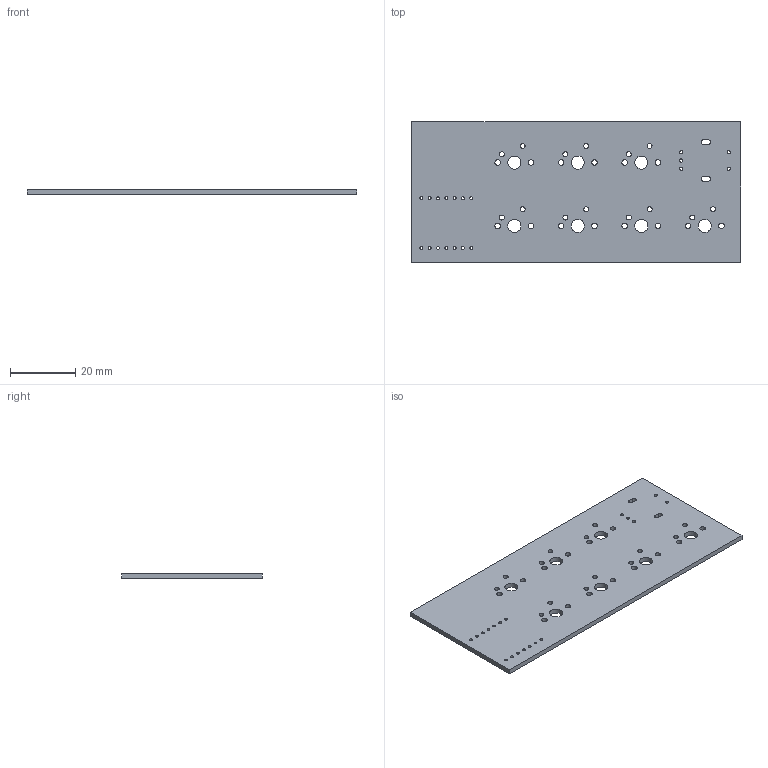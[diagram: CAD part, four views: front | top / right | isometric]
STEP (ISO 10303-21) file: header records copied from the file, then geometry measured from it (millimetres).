
FILE_DESCRIPTION(('KiCad electronic assembly'),'2;1');
FILE_NAME('hackpadpcb.step','2025-11-30T14:01:17',('Pcbnew'),('Kicad'), 'Open CASCADE STEP processor 7.9','KiCad to STEP converter','Unknown' );
FILE_SCHEMA(('AUTOMOTIVE_DESIGN { 1 0 10303 214 1 1 1 1 }'));
Length unit declared in the file: millimetre
Products named in the file (2): hackpadpcb 1; hackpad_PCB
Assembly tree (1 placements, depth 2):
  hackpadpcb 1
    hackpad_PCB
Bounding box: 100.5 x 43.02 x 1.51 mm (x, y, z)
Volume: 6275 mm3; surface area: 9194.7 mm2
Topology: 1 solids, 1 shells, 68 faces, 198 edges, 132 vertices
Faces by surface type: cylinder 58, plane 10
Full cylindrical faces by diameter (mm): 0.889 x14, 1 x5, 1.5 x14, 1.7 x14, 4 x7
Entity records: 2579 total; most frequent: DIRECTION 454, CARTESIAN_POINT 400, ORIENTED_EDGE 396, EDGE_CURVE 198, AXIS2_PLACEMENT_3D 186, FACE_BOUND 180, EDGE_LOOP 180, VERTEX_POINT 132
